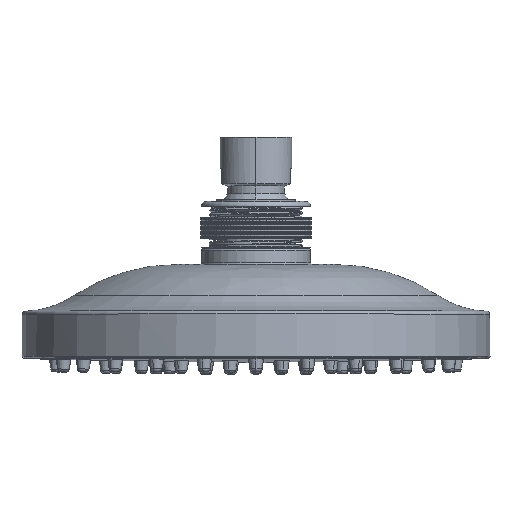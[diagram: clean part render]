
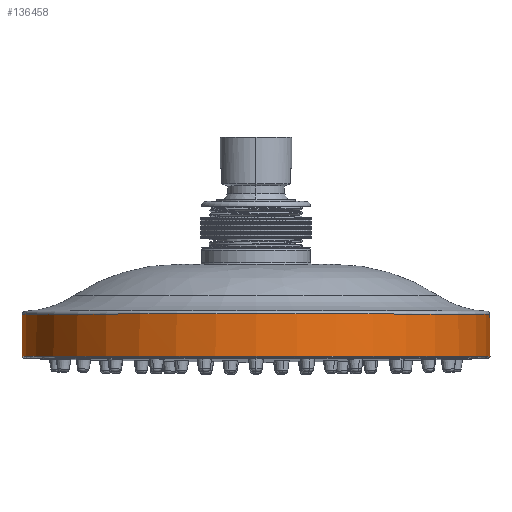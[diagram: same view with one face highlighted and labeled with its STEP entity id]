
A CAD part, top view. The second image highlights one B-rep face of the part: STEP entity #136458.
In plain terms, the highlighted conical face has half-angle 0.5 degrees and reference radius 74.937 mm.
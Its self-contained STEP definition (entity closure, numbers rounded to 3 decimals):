
#27664=CARTESIAN_POINT('',(1949.272,0.504,
-1949.248));
#27665=DIRECTION('',(0.,1.,0.));
#27666=DIRECTION('',(-1.,0.,0.));
#27667=AXIS2_PLACEMENT_3D('',#27664,#27665,#27666);
#27674=DIRECTION('',(0.009,1.,0.));
#27675=VECTOR('',#27674,13.525);
#27676=CARTESIAN_POINT('',(1874.277,0.504,
-1949.248));
#27677=LINE('',#27676,#27675);
#27678=DIRECTION('',(-0.009,1.,0.));
#27679=VECTOR('',#27678,13.525);
#27680=CARTESIAN_POINT('',(2024.268,0.504,
-1949.248));
#27681=LINE('',#27680,#27679);
#27707=CARTESIAN_POINT('',(1949.272,14.029,
-1949.248));
#27708=DIRECTION('',(0.,-1.,0.));
#27709=DIRECTION('',(1.,0.,0.));
#27710=AXIS2_PLACEMENT_3D('',#27707,#27708,#27709);
#27712=CARTESIAN_POINT('',(1949.272,14.029,
-1949.248));
#27713=DIRECTION('',(0.,-1.,0.));
#27714=DIRECTION('',(-1.,0.,0.004));
#27715=AXIS2_PLACEMENT_3D('',#27712,#27713,#27714);
#92418=CARTESIAN_POINT('',(2024.268,0.504,
-1949.248));
#92419=VERTEX_POINT('',#92418);
#92420=CARTESIAN_POINT('',(1874.277,0.504,
-1949.248));
#92421=VERTEX_POINT('',#92420);
#92422=CARTESIAN_POINT('',(1874.395,14.029,
-1949.248));
#92423=VERTEX_POINT('',#92422);
#92424=CARTESIAN_POINT('',(2024.15,14.029,
-1949.248));
#92425=CARTESIAN_POINT('',(1874.395,14.029,
-1948.921));
#92426=VERTEX_POINT('',#92424);
#92427=VERTEX_POINT('',#92425);
#136442=CARTESIAN_POINT('',(1949.272,7.267,
-1949.248));
#136443=DIRECTION('',(0.,-1.,0.));
#136444=DIRECTION('',(-1.,0.,0.));
#136445=AXIS2_PLACEMENT_3D('',#136442,#136443,#136444);
#136446=CONICAL_SURFACE('',#136445,74.937,0.5);
#136447=ORIENTED_EDGE('',*,*,#136429,.F.);
#136449=ORIENTED_EDGE('',*,*,#136448,.T.);
#136451=ORIENTED_EDGE('',*,*,#136450,.F.);
#136453=ORIENTED_EDGE('',*,*,#136452,.F.);
#136455=ORIENTED_EDGE('',*,*,#136454,.F.);
#136456=EDGE_LOOP('',(#136447,#136449,#136451,#136453,#136455));
#136457=FACE_OUTER_BOUND('',#136456,.F.);
#136458=ADVANCED_FACE('',(#136457),#136446,.T.);
#27668=CIRCLE('',#27667,74.996);
#27711=CIRCLE('',#27710,74.878);
#27716=CIRCLE('',#27715,74.878);
#136429=EDGE_CURVE('',#92421,#92419,#27668,.T.);
#136448=EDGE_CURVE('',#92421,#92423,#27677,.T.);
#136450=EDGE_CURVE('',#92427,#92423,#27716,.T.);
#136452=EDGE_CURVE('',#92426,#92427,#27711,.T.);
#136454=EDGE_CURVE('',#92419,#92426,#27681,.T.);
